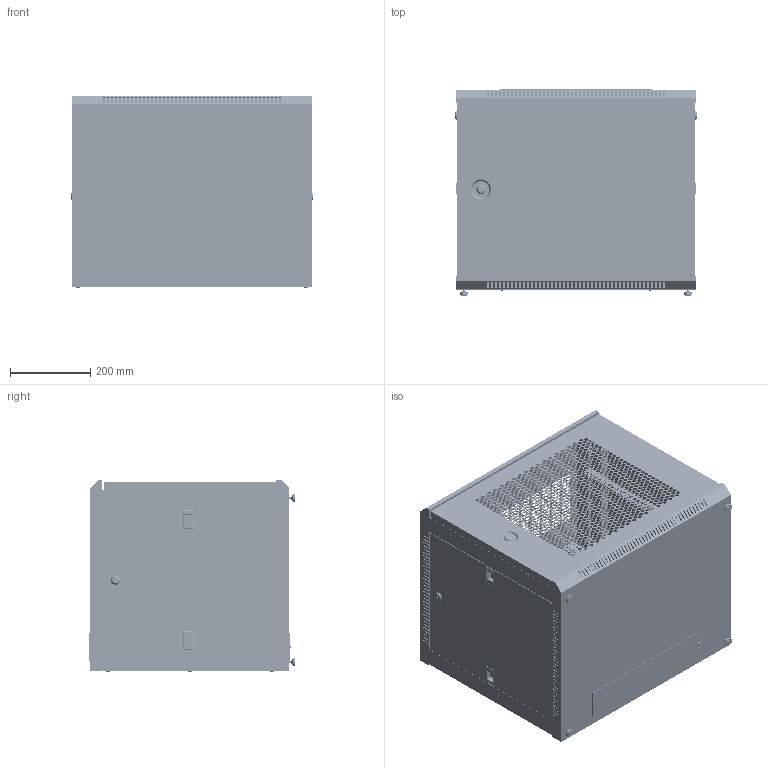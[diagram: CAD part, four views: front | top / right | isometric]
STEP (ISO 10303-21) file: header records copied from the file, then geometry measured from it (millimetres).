
FILE_DESCRIPTION (( 'STEP AP214' ), '1' );
FILE_NAME ('LWR3-09U64-ÐF ITK Øêàô LINEA W 9U 600x450 ìì äâåðü ïåðôîðèðîâàííàÿ, RAL7035.STEP', '2018-11-27T14:20:42', ( '' ), ( '' ), 'SwSTEP 2.0', 'SolidWorks 2014', '' );
FILE_SCHEMA (( 'AUTOMOTIVE_DESIGN' ));
Length unit declared in the file: millimetre
Products named in the file (1): LWR3-09U64-ÐF  ITK Øêàô LINEA W 9U 600x450 ìì äâåðü ïåðôîðèðîâàííàÿ, RAL7035
Bounding box: 604.6 x 517.41 x 480 mm (x, y, z)
Volume: 2971836 mm3; surface area: 4554967.2 mm2
Topology: 19 solids, 23 shells, 10691 faces, 31684 edges, 21072 vertices
Faces by surface type: plane 9604, cylinder 969, torus 52, cone 52, sphere 14
Entity records: 359816 total; most frequent: CARTESIAN_POINT 64800, ORIENTED_EDGE 63368, DIRECTION 54990, EDGE_CURVE 31684, VECTOR 29082, LINE 29082, VERTEX_POINT 21072, EDGE_LOOP 14272
